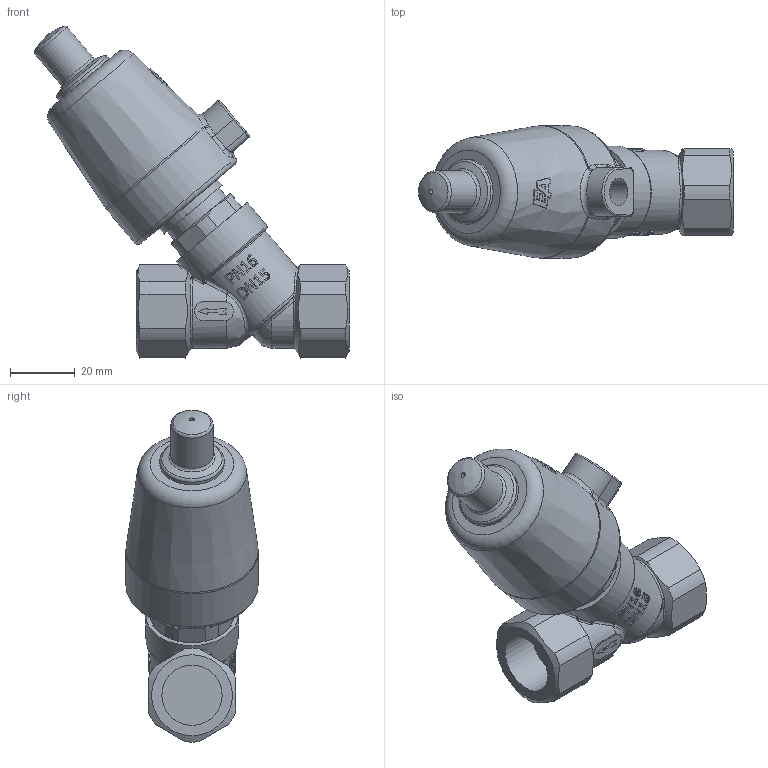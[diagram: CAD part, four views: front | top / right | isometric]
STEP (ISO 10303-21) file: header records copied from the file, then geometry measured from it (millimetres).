
FILE_DESCRIPTION(/* description */ ('Druckgest. Ventil G1/2" Ms. DG2D1260015'),/* implementation_level */ '2;1');
FILE_NAME(/* name */ 'DG2D1620015_OS.stp',/* time_stamp */ '2022-01-27T09:10:19+01:00',/* author */ ('hois'),/* organization */ (''),/* preprocessor_version */ 'ST-DEVELOPER v18.1',/* originating_system */ 'Autodesk Inventor 2020',/* authorisation */ '');
FILE_SCHEMA (('AUTOMOTIVE_DESIGN { 1 0 10303 214 3 1 1 }'));
Length unit declared in the file: millimetre
Products named in the file (7): DG2D1620015; GGS0015.15.0043-GM; A000007Q; SZY0320.11.0022; DER0340.05.0013; DIN 472 - 34x1,5; VST1415.06.0053
Assembly tree (6 placements, depth 2):
  DG2D1620015
    GGS0015.15.0043-GM
    A000007Q
    SZY0320.11.0022
    DER0340.05.0013
    DIN 472 - 34x1,5
    VST1415.06.0053
Bounding box: 97.45 x 41 x 102.73 mm (x, y, z)
Volume: 85883 mm3; surface area: 32305.1 mm2
Topology: 6 solids, 6 shells, 446 faces, 1201 edges, 799 vertices
Faces by surface type: plane 210, bspline 96, cylinder 89, cone 26, torus 20, sphere 5
Full cylindrical faces by diameter (mm): 1.5 x1, 2.5 x4, 8.5 x1, 8.566 x1, 8.7 x1, 12 x2, 13 x1, 14 x1, 18.5 x1, 18.6 x1, 18.631 x3, 19.5 x1, 20 x1, 20.96 x1, 21 x2, 21.2 x1, 23.5 x1, 25.7 x1, 28.5 x1, 31 x1, 33 x1, 34 x3, 36 x1, 41 x1
Entity records: 17157 total; most frequent: CARTESIAN_POINT 6003, ORIENTED_EDGE 2398, DIRECTION 2149, EDGE_CURVE 1199, AXIS2_PLACEMENT_3D 850, VERTEX_POINT 799, EDGE_LOOP 494, LINE 449
